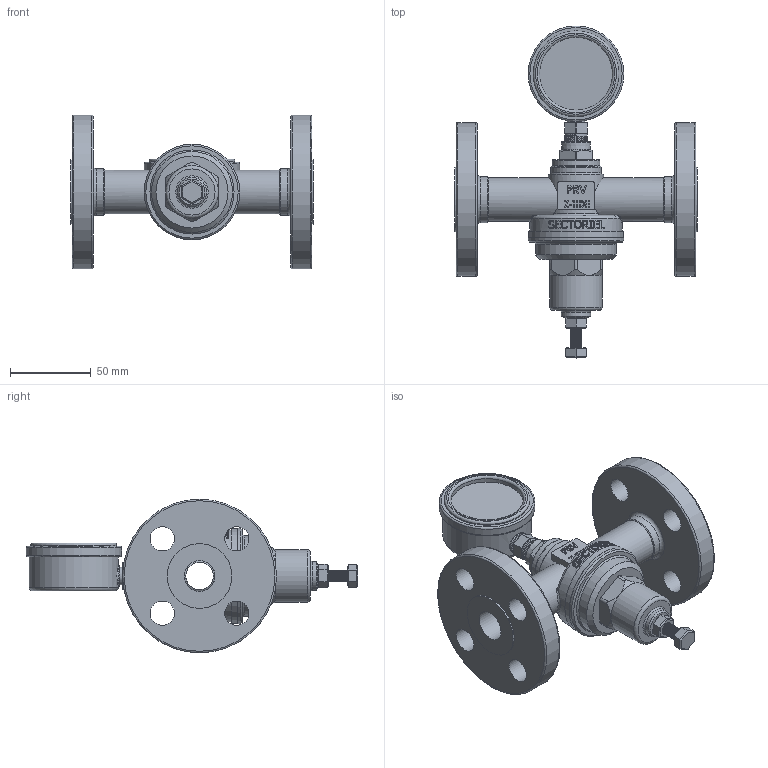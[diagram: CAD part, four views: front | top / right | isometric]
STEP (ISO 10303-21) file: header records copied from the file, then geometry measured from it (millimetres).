
FILE_DESCRIPTION(/* description */ (''),/* implementation_level */ '2;1');
FILE_NAME(/* name */ 'REF15-S.stp',/* time_stamp */ '2014-07-16T13:19:23+02:00',/* author */ ('fballet'),/* organization */ (''),/* preprocessor_version */ 'ST-DEVELOPER v15.2',/* originating_system */ 'Autodesk Inventor 2014',/* authorisation */ '');
FILE_SCHEMA (('AUTOMOTIVE_DESIGN { 1 0 10303 214 3 1 1 }'));
Length unit declared in the file: millimetre
Products named in the file (1): REF15-S
Bounding box: 150 x 205.04 x 95 mm (x, y, z)
Volume: 303455.3 mm3; surface area: 103544 mm2
Topology: 6 solids, 8 shells, 564 faces, 1614 edges, 1109 vertices
Faces by surface type: plane 296, cylinder 119, bspline 99, torus 20, cone 18, sphere 12
Full cylindrical faces by diameter (mm): 2.7 x3, 8 x1, 11 x1, 11.048 x1, 11.378 x1, 13.952 x9, 15 x8, 17 x3, 18 x1, 19 x2, 26 x1, 26.5 x1, 27 x3, 28.5 x2, 29.6 x1, 30 x1, 31.1 x1, 32.5 x1, 34.1 x1, 40 x2, 43 x1, 45 x2, 48.5 x1, 50 x2, 53 x1, 55 x1, 55.031 x1, 57 x1, 58.5 x1, 59 x2
Entity records: 26974 total; most frequent: CARTESIAN_POINT 13366, ORIENTED_EDGE 2974, DIRECTION 2194, EDGE_CURVE 1487, VERTEX_POINT 1088, AXIS2_PLACEMENT_3D 751, EDGE_LOOP 723, LINE 692
